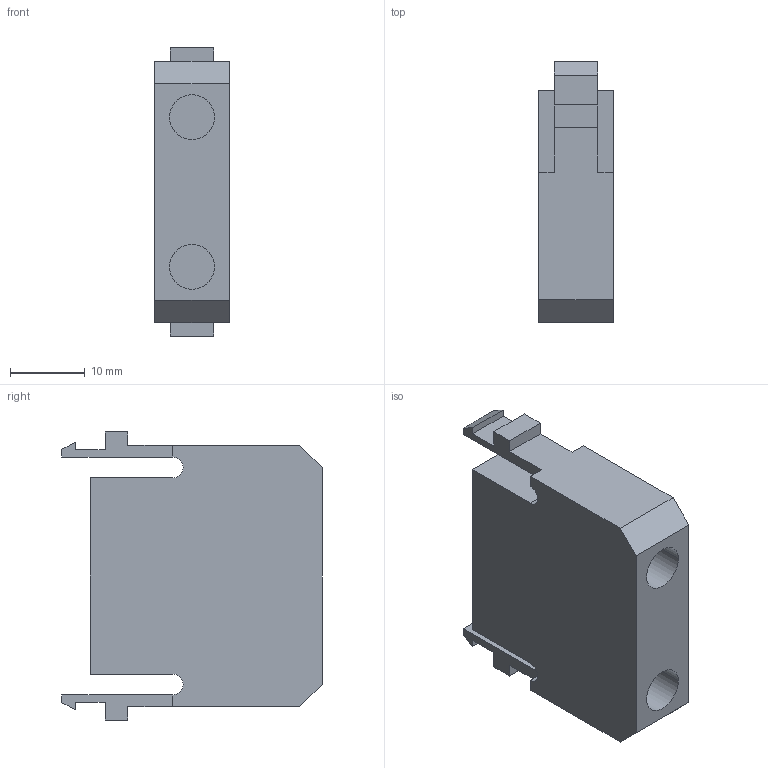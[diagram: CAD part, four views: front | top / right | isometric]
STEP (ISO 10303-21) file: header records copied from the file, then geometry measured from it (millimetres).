
FILE_DESCRIPTION (( 'STEP AP214' ), '1' );
FILE_NAME ('E22B1.step', '2018-07-09T20:12:09', ( '' ), ( '' ), 'SwSTEP 2.0', 'SolidWorks 2017', '' );
FILE_SCHEMA (( 'AUTOMOTIVE_DESIGN' ));
Length unit declared in the file: millimetre
Products named in the file (1): E22B1
Bounding box: 10 x 34.8 x 38.5 mm (x, y, z)
Volume: 9696.8 mm3; surface area: 3993.1 mm2
Topology: 1 solids, 1 shells, 44 faces, 116 edges, 76 vertices
Faces by surface type: plane 36, cylinder 8
Entity records: 1378 total; most frequent: CARTESIAN_POINT 237, ORIENTED_EDGE 232, DIRECTION 222, EDGE_CURVE 116, VECTOR 100, LINE 100, VERTEX_POINT 76, AXIS2_PLACEMENT_3D 61
